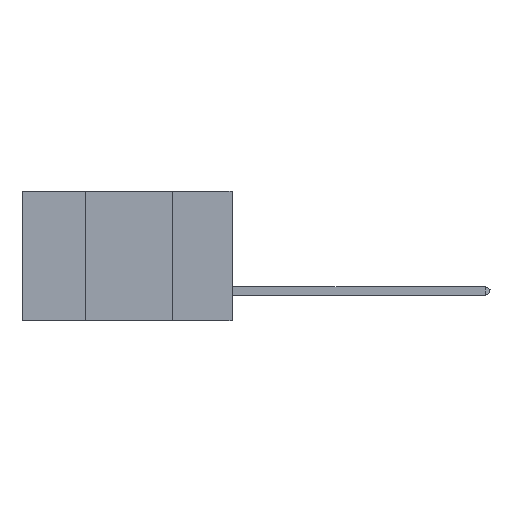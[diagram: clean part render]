
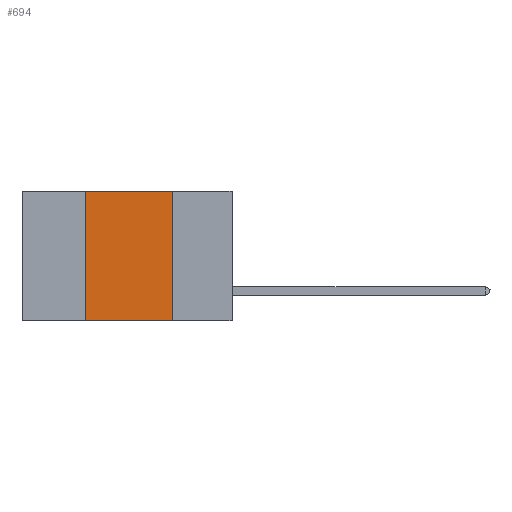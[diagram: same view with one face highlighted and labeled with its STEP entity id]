
A CAD part, left-side view. The second image highlights one B-rep face of the part: STEP entity #694.
In plain terms, the highlighted planar face has unit normal (-1, 0, 0).
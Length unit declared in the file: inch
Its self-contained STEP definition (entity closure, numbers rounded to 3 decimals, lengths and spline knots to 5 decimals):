
#35 = VECTOR ( 'NONE', #12653, 39.37008 ) ;
#694 = ADVANCED_FACE ( 'NONE', ( #14962 ), #13573, .F. ) ;
#909 = CARTESIAN_POINT ( 'NONE',  ( 0., 0.6, 0. ) ) ;
#1068 = LINE ( 'NONE', #16502, #1807 ) ;
#1807 = VECTOR ( 'NONE', #17975, 39.37008 ) ;
#2496 = AXIS2_PLACEMENT_3D ( 'NONE', #909, #7111, #19931 ) ;
#4160 = VECTOR ( 'NONE', #20196, 39.37008 ) ;
#6338 = EDGE_CURVE ( 'NONE', #15047, #13847, #8192, .T. ) ;
#7111 = DIRECTION ( 'NONE',  ( 1., 0., 0. ) ) ;
#7313 = EDGE_CURVE ( 'NONE', #19579, #13847, #14052, .T. ) ;
#7819 = ORIENTED_EDGE ( 'NONE', *, *, #16163, .F. ) ;
#8192 = LINE ( 'NONE', #9760, #35 ) ;
#8413 = VERTEX_POINT ( 'NONE', #10735 ) ;
#8526 = CARTESIAN_POINT ( 'NONE',  ( 0., 0.17, -0.37 ) ) ;
#9072 = VECTOR ( 'NONE', #9128, 39.37008 ) ;
#9128 = DIRECTION ( 'NONE',  ( 0., 0., 1. ) ) ;
#9760 = CARTESIAN_POINT ( 'NONE',  ( 0., 0.17, 0. ) ) ;
#10735 = CARTESIAN_POINT ( 'NONE',  ( 0., 0.42, 0. ) ) ;
#11263 = LINE ( 'NONE', #15133, #9072 ) ;
#11912 = EDGE_LOOP ( 'NONE', ( #14171, #7819, #12294, #18506 ) ) ;
#12294 = ORIENTED_EDGE ( 'NONE', *, *, #13422, .F. ) ;
#12653 = DIRECTION ( 'NONE',  ( 0., 0., -1. ) ) ;
#13422 = EDGE_CURVE ( 'NONE', #19579, #8413, #11263, .T. ) ;
#13573 = PLANE ( 'NONE',  #2496 ) ;
#13847 = VERTEX_POINT ( 'NONE', #8526 ) ;
#14052 = LINE ( 'NONE', #20403, #4160 ) ;
#14171 = ORIENTED_EDGE ( 'NONE', *, *, #6338, .F. ) ;
#14962 = FACE_OUTER_BOUND ( 'NONE', #11912, .T. ) ;
#15047 = VERTEX_POINT ( 'NONE', #20228 ) ;
#15133 = CARTESIAN_POINT ( 'NONE',  ( 0., 0.42, 0. ) ) ;
#16163 = EDGE_CURVE ( 'NONE', #8413, #15047, #1068, .T. ) ;
#16502 = CARTESIAN_POINT ( 'NONE',  ( 0., 0.6, 0. ) ) ;
#17258 = CARTESIAN_POINT ( 'NONE',  ( 0., 0.42, -0.37 ) ) ;
#17975 = DIRECTION ( 'NONE',  ( 0., -1., 0. ) ) ;
#18506 = ORIENTED_EDGE ( 'NONE', *, *, #7313, .T. ) ;
#19579 = VERTEX_POINT ( 'NONE', #17258 ) ;
#19931 = DIRECTION ( 'NONE',  ( 0., 0., -1. ) ) ;
#20196 = DIRECTION ( 'NONE',  ( 0., -1., 0. ) ) ;
#20228 = CARTESIAN_POINT ( 'NONE',  ( 0., 0.17, 0. ) ) ;
#20403 = CARTESIAN_POINT ( 'NONE',  ( 0., 0.6, -0.37 ) ) ;
